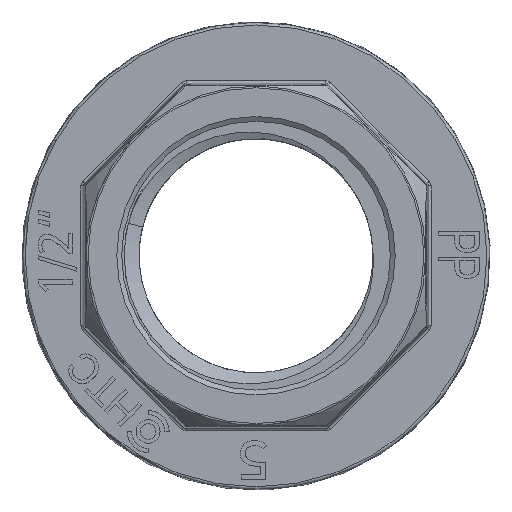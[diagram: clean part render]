
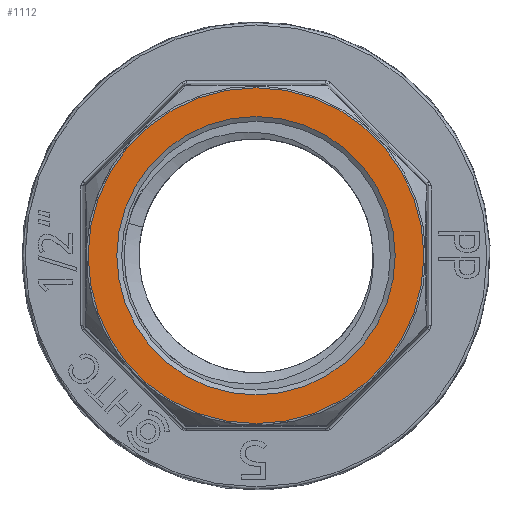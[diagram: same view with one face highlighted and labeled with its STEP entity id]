
A CAD part, top view. The second image highlights one B-rep face of the part: STEP entity #1112.
In plain terms, the highlighted planar face has unit normal (0, 0, 1).
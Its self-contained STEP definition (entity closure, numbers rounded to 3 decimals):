
#1112=ADVANCED_FACE('',(#1279,#1280),#1230,.F.);
#1230=PLANE('',#4505);
#1279=FACE_BOUND('',#1566,.T.);
#1280=FACE_BOUND('',#1567,.T.);
#1566=EDGE_LOOP('',(#2878));
#1567=EDGE_LOOP('',(#2879));
#1659=CIRCLE('',#4503,11.291);
#1660=CIRCLE('',#4504,13.621);
#2878=ORIENTED_EDGE('',*,*,#3898,.T.);
#2879=ORIENTED_EDGE('',*,*,#3899,.T.);
#3286=VERTEX_POINT('',#11485);
#3287=VERTEX_POINT('',#11487);
#3898=EDGE_CURVE('',#3286,#3286,#1659,.T.);
#3899=EDGE_CURVE('',#3287,#3287,#1660,.T.);
#4503=AXIS2_PLACEMENT_3D('',#11484,#5222,#5223);
#4504=AXIS2_PLACEMENT_3D('',#11486,#5224,#5225);
#4505=AXIS2_PLACEMENT_3D('',#11488,#5226,#5227);
#5222=DIRECTION('',(0.,0.,-1.));
#5223=DIRECTION('',(0.,1.,0.));
#5224=DIRECTION('',(0.,0.,1.));
#5225=DIRECTION('',(1.,0.,0.));
#5226=DIRECTION('',(0.,0.,-1.));
#5227=DIRECTION('',(0.924,0.383,0.));
#11484=CARTESIAN_POINT('',(-32.149,-43.52,14.145));
#11485=CARTESIAN_POINT('',(-32.149,-32.229,14.145));
#11486=CARTESIAN_POINT('',(-32.149,-43.52,14.145));
#11487=CARTESIAN_POINT('',(-18.528,-43.52,14.145));
#11488=CARTESIAN_POINT('',(144.72,-398.039,14.145));
